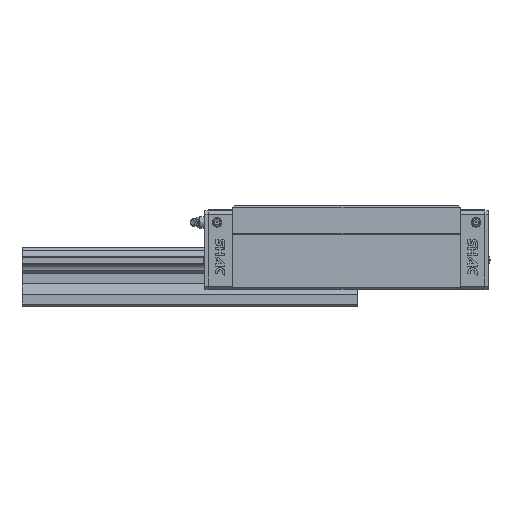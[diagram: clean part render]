
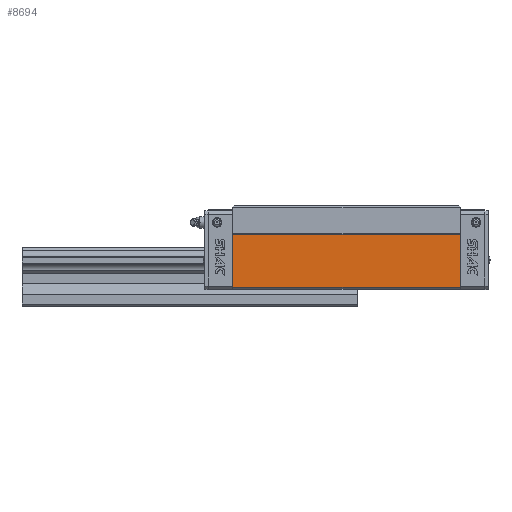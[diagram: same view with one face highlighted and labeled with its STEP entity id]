
A CAD part, top view. The second image highlights one B-rep face of the part: STEP entity #8694.
In plain terms, the highlighted planar face has unit normal (0, 0, 1).
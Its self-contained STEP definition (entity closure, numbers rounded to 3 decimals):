
#1048=ORIENTED_EDGE('',*,*,#3270,.T.);
#1049=ORIENTED_EDGE('',*,*,#3275,.F.);
#1050=ORIENTED_EDGE('',*,*,#3204,.F.);
#1051=ORIENTED_EDGE('',*,*,#3274,.T.);
#3204=EDGE_CURVE('',#4359,#4360,#5266,.T.);
#3270=EDGE_CURVE('',#4424,#4423,#5316,.T.);
#3274=EDGE_CURVE('',#4359,#4424,#5320,.T.);
#3275=EDGE_CURVE('',#4360,#4423,#5321,.T.);
#4359=VERTEX_POINT('',#12869);
#4360=VERTEX_POINT('',#12871);
#4423=VERTEX_POINT('',#13000);
#4424=VERTEX_POINT('',#13002);
#5266=LINE('',#12870,#6296);
#5316=LINE('',#13001,#6346);
#5320=LINE('',#13009,#6350);
#5321=LINE('',#13011,#6351);
#6296=VECTOR('',#10394,1000.);
#6346=VECTOR('',#10478,1000.);
#6350=VECTOR('',#10486,1000.);
#6351=VECTOR('',#10489,1000.);
#7184=EDGE_LOOP('',(#1048,#1049,#1050,#1051));
#7750=FACE_BOUND('',#7184,.T.);
#8291=PLANE('',#9317);
#8694=ADVANCED_FACE('',(#7750),#8291,.F.);
#9317=AXIS2_PLACEMENT_3D('',#13010,#10487,#10488);
#10394=DIRECTION('',(0.,-1.,0.));
#10478=DIRECTION('',(0.,-1.,0.));
#10486=DIRECTION('',(-1.,0.,0.));
#10487=DIRECTION('',(0.,0.,-1.));
#10488=DIRECTION('',(-1.,0.,0.));
#10489=DIRECTION('',(-1.,0.,0.));
#12869=CARTESIAN_POINT('',(101.8,64.,62.));
#12870=CARTESIAN_POINT('',(101.8,64.,62.));
#12871=CARTESIAN_POINT('',(101.8,17.,62.));
#13000=CARTESIAN_POINT('',(-101.8,17.,62.));
#13001=CARTESIAN_POINT('',(-101.8,64.,62.));
#13002=CARTESIAN_POINT('',(-101.8,64.,62.));
#13009=CARTESIAN_POINT('',(101.8,64.,62.));
#13010=CARTESIAN_POINT('',(101.8,64.,62.));
#13011=CARTESIAN_POINT('',(101.8,17.,62.));
